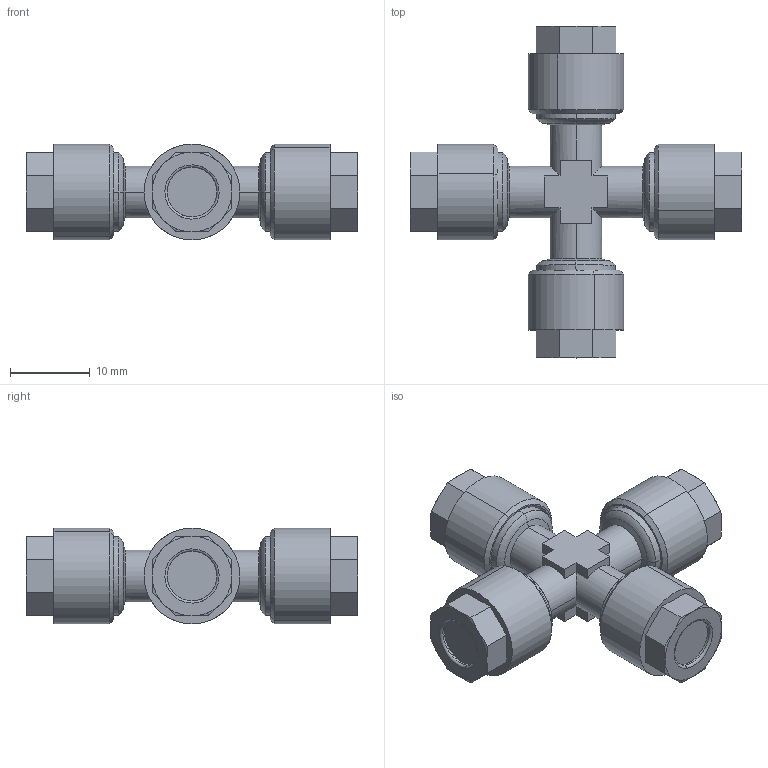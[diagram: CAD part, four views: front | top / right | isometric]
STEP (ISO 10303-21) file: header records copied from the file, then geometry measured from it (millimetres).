
FILE_DESCRIPTION (( 'STEP AP214' ), '1' );
FILE_NAME ('0130000002.step', '2012-09-28T13:26:18', ( '' ), ( '' ), 'SwSTEP 2.0', 'SolidWorks 2012', '' );
FILE_SCHEMA (( 'AUTOMOTIVE_DESIGN' ));
Length unit declared in the file: millimetre
Products named in the file (1): 0130000002
Bounding box: 41.6 x 41.6 x 11.99 mm (x, y, z)
Volume: 5850.4 mm3; surface area: 3106.8 mm2
Topology: 1 solids, 1 shells, 182 faces, 420 edges, 252 vertices
Faces by surface type: plane 74, cone 60, cylinder 32, torus 16
Entity records: 7192 total; most frequent: CARTESIAN_POINT 1071, DIRECTION 874, ORIENTED_EDGE 840, EDGE_CURVE 420, AXIS2_PLACEMENT_3D 343, VERTEX_POINT 252, EDGE_LOOP 194, VECTOR 188
